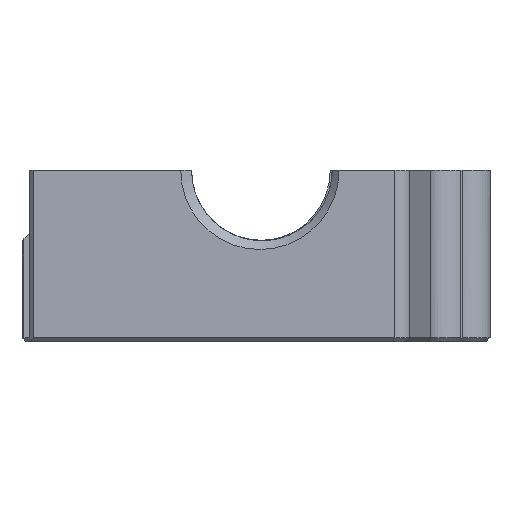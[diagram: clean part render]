
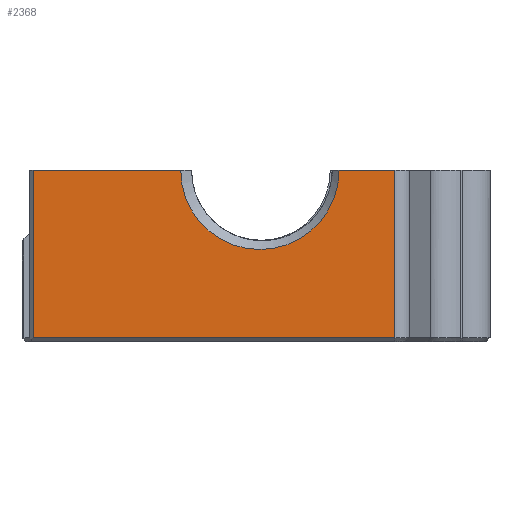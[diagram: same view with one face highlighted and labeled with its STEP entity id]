
A CAD part, front view. The second image highlights one B-rep face of the part: STEP entity #2368.
In plain terms, the highlighted planar face has unit normal (0, -1, 0).
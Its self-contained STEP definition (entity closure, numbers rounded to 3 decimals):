
#104=PLANE('',#2551);
#198=FACE_OUTER_BOUND('',#346,.T.);
#346=EDGE_LOOP('',(#1895,#1896,#1897,#1898,#1899,#1900));
#501=CIRCLE('',#2552,8.05);
#545=LINE('',#3362,#790);
#683=LINE('',#3950,#928);
#686=LINE('',#3955,#931);
#687=LINE('',#3956,#932);
#688=LINE('',#3959,#933);
#790=VECTOR('',#2686,10.);
#928=VECTOR('',#3004,10.);
#931=VECTOR('',#3009,10.);
#932=VECTOR('',#3010,10.);
#933=VECTOR('',#3013,10.);
#1037=VERTEX_POINT('',#3359);
#1038=VERTEX_POINT('',#3361);
#1188=VERTEX_POINT('',#3947);
#1189=VERTEX_POINT('',#3949);
#1190=VERTEX_POINT('',#3954);
#1191=VERTEX_POINT('',#3957);
#1257=EDGE_CURVE('',#1038,#1037,#545,.T.);
#1454=EDGE_CURVE('',#1188,#1189,#683,.T.);
#1457=EDGE_CURVE('',#1190,#1188,#686,.T.);
#1458=EDGE_CURVE('',#1038,#1190,#687,.T.);
#1459=EDGE_CURVE('',#1191,#1037,#501,.T.);
#1460=EDGE_CURVE('',#1191,#1189,#688,.T.);
#1895=ORIENTED_EDGE('',*,*,#1454,.F.);
#1896=ORIENTED_EDGE('',*,*,#1457,.F.);
#1897=ORIENTED_EDGE('',*,*,#1458,.F.);
#1898=ORIENTED_EDGE('',*,*,#1257,.T.);
#1899=ORIENTED_EDGE('',*,*,#1459,.F.);
#1900=ORIENTED_EDGE('',*,*,#1460,.T.);
#2368=ADVANCED_FACE('',(#198),#104,.T.);
#2551=AXIS2_PLACEMENT_3D('',#3953,#3007,#3008);
#2552=AXIS2_PLACEMENT_3D('',#3958,#3011,#3012);
#2686=DIRECTION('',(-1.,0.,0.));
#3004=DIRECTION('',(0.,0.,1.));
#3007=DIRECTION('center_axis',(0.,-1.,0.));
#3008=DIRECTION('ref_axis',(0.,0.,
1.));
#3009=DIRECTION('',(-1.,0.,0.));
#3010=DIRECTION('',(0.,0.,-1.));
#3011=DIRECTION('center_axis',(0.,-1.,0.));
#3012=DIRECTION('ref_axis',(0.,0.,-1.));
#3013=DIRECTION('',(-1.,0.,0.));
#3359=CARTESIAN_POINT('',(569.966,80.309,100.824));
#3361=CARTESIAN_POINT('',(575.645,80.309,100.824));
#3362=CARTESIAN_POINT('',(561.895,80.309,100.824));
#3947=CARTESIAN_POINT('',(538.872,80.309,83.81));
#3949=CARTESIAN_POINT('',(538.872,80.309,100.824));
#3950=CARTESIAN_POINT('',(538.872,80.309,99.867));
#3953=CARTESIAN_POINT('Origin',(561.895,80.309,98.91));
#3954=CARTESIAN_POINT('',(575.645,80.309,83.81));
#3955=CARTESIAN_POINT('',(561.895,80.309,83.81));
#3956=CARTESIAN_POINT('',(575.645,80.309,111.16));
#3957=CARTESIAN_POINT('',(553.866,80.309,100.824));
#3958=CARTESIAN_POINT('Origin',(561.916,80.309,100.824));
#3959=CARTESIAN_POINT('',(561.895,80.309,100.824));
